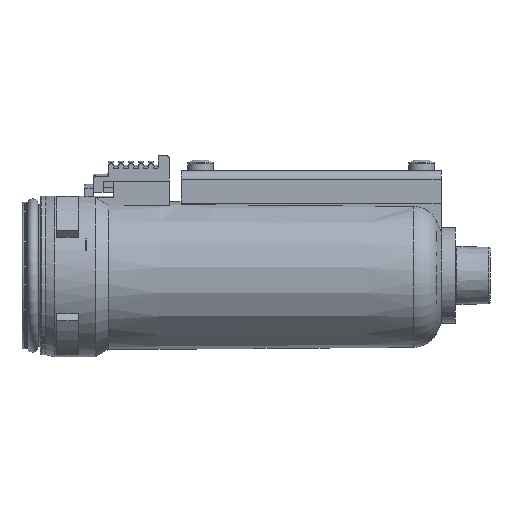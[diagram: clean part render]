
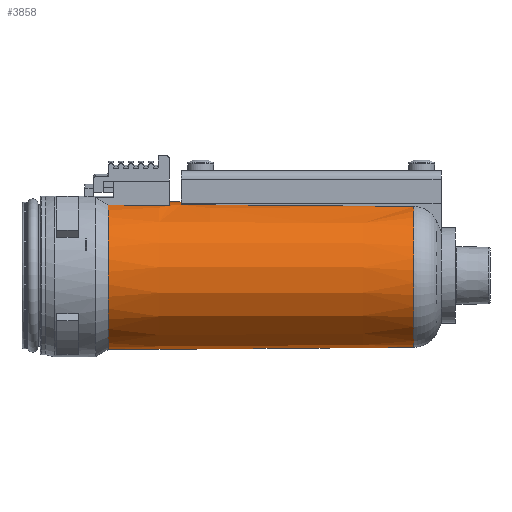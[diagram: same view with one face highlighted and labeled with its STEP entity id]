
A CAD part, left-side view. The second image highlights one B-rep face of the part: STEP entity #3858.
In plain terms, the highlighted conical face has half-angle 0.431 degrees and reference radius 17.15 mm.
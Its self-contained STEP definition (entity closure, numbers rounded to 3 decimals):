
#140=B_SPLINE_CURVE_WITH_KNOTS('',3,(#6386,#6387,#6388,#6389),
 .UNSPECIFIED.,.F.,.F.,(4,4),(0.056,0.11),
 .UNSPECIFIED.);
#141=B_SPLINE_CURVE_WITH_KNOTS('',3,(#6393,#6394,#6395,#6396),
 .UNSPECIFIED.,.F.,.F.,(4,4),(0.056,0.11),
 .UNSPECIFIED.);
#142=B_SPLINE_CURVE_WITH_KNOTS('',3,(#6397,#6398,#6399,#6400),
 .UNSPECIFIED.,.F.,.F.,(4,4),(0.022,0.036),
 .UNSPECIFIED.);
#143=B_SPLINE_CURVE_WITH_KNOTS('',3,(#6405,#6406,#6407,#6408),
 .UNSPECIFIED.,.F.,.F.,(4,4),(0.022,0.036),
 .UNSPECIFIED.);
#199=CIRCLE('',#4758,16.619);
#200=CIRCLE('',#4759,17.023);
#201=CIRCLE('',#4760,17.15);
#202=CIRCLE('',#4761,17.044);
#390=CONICAL_SURFACE('',#4757,17.15,0.008);
#405=ORIENTED_EDGE('',*,*,#1567,.F.);
#406=ORIENTED_EDGE('',*,*,#1568,.F.);
#407=ORIENTED_EDGE('',*,*,#1569,.F.);
#408=ORIENTED_EDGE('',*,*,#1570,.F.);
#409=ORIENTED_EDGE('',*,*,#1571,.F.);
#410=ORIENTED_EDGE('',*,*,#1572,.T.);
#411=ORIENTED_EDGE('',*,*,#1573,.F.);
#412=ORIENTED_EDGE('',*,*,#1574,.F.);
#1567=EDGE_CURVE('',#2148,#2149,#199,.T.);
#1568=EDGE_CURVE('',#2150,#2148,#140,.T.);
#1569=EDGE_CURVE('',#2151,#2150,#200,.T.);
#1570=EDGE_CURVE('',#2149,#2151,#141,.T.);
#1571=EDGE_CURVE('',#2152,#2153,#142,.T.);
#1572=EDGE_CURVE('',#2152,#2154,#201,.T.);
#1573=EDGE_CURVE('',#2155,#2154,#143,.T.);
#1574=EDGE_CURVE('',#2153,#2155,#202,.T.);
#2148=VERTEX_POINT('',#6384);
#2149=VERTEX_POINT('',#6385);
#2150=VERTEX_POINT('',#6390);
#2151=VERTEX_POINT('',#6392);
#2152=VERTEX_POINT('',#6401);
#2153=VERTEX_POINT('',#6402);
#2154=VERTEX_POINT('',#6404);
#2155=VERTEX_POINT('',#6409);
#3195=EDGE_LOOP('',(#405,#406,#407,#408));
#3196=EDGE_LOOP('',(#409,#410,#411,#412));
#3466=FACE_BOUND('',#3195,.T.);
#3467=FACE_BOUND('',#3196,.T.);
#3858=ADVANCED_FACE('',(#3466,#3467),#390,.T.);
#4757=AXIS2_PLACEMENT_3D('',#6382,#5193,#5194);
#4758=AXIS2_PLACEMENT_3D('',#6383,#5195,#5196);
#4759=AXIS2_PLACEMENT_3D('',#6391,#5197,#5198);
#4760=AXIS2_PLACEMENT_3D('',#6403,#5199,#5200);
#4761=AXIS2_PLACEMENT_3D('',#6410,#5201,#5202);
#5193=DIRECTION('',(0.,1.,0.));
#5194=DIRECTION('',(0.,0.,1.));
#5195=DIRECTION('',(0.,-1.,0.));
#5196=DIRECTION('',(0.,0.,-1.));
#5197=DIRECTION('',(0.,-1.,0.));
#5198=DIRECTION('',(0.,0.,-1.));
#5199=DIRECTION('',(0.,-1.,0.));
#5200=DIRECTION('',(0.,0.,-1.));
#5201=DIRECTION('',(0.,1.,0.));
#5202=DIRECTION('',(0.,0.,1.));
#6382=CARTESIAN_POINT('',(0.,88.143,0.));
#6383=CARTESIAN_POINT('',(0.,17.593,0.));
#6384=CARTESIAN_POINT('',(-4.8,17.593,15.911));
#6385=CARTESIAN_POINT('',(4.8,17.593,15.911));
#6386=CARTESIAN_POINT('',(-4.8,71.3,16.332));
#6387=CARTESIAN_POINT('',(-4.8,53.398,16.192));
#6388=CARTESIAN_POINT('',(-4.8,35.496,16.051));
#6389=CARTESIAN_POINT('',(-4.8,17.593,15.911));
#6390=CARTESIAN_POINT('',(-4.8,71.3,16.332));
#6391=CARTESIAN_POINT('',(0.,71.3,0.));
#6392=CARTESIAN_POINT('',(4.8,71.3,16.332));
#6393=CARTESIAN_POINT('',(4.8,17.593,15.911));
#6394=CARTESIAN_POINT('',(4.8,35.496,16.051));
#6395=CARTESIAN_POINT('',(4.8,53.398,16.192));
#6396=CARTESIAN_POINT('',(4.8,71.3,16.332));
#6397=CARTESIAN_POINT('',(-5.5,88.143,16.244));
#6398=CARTESIAN_POINT('',(-5.5,83.429,16.207));
#6399=CARTESIAN_POINT('',(-5.5,78.714,16.169));
#6400=CARTESIAN_POINT('',(-5.5,74.,16.132));
#6401=CARTESIAN_POINT('',(-5.5,88.143,16.244));
#6402=CARTESIAN_POINT('',(-5.5,74.,16.132));
#6403=CARTESIAN_POINT('',(0.,88.143,0.));
#6404=CARTESIAN_POINT('',(5.5,88.143,16.244));
#6405=CARTESIAN_POINT('',(5.5,74.,16.132));
#6406=CARTESIAN_POINT('',(5.5,78.714,16.169));
#6407=CARTESIAN_POINT('',(5.5,83.429,16.207));
#6408=CARTESIAN_POINT('',(5.5,88.143,16.244));
#6409=CARTESIAN_POINT('',(5.5,74.,16.132));
#6410=CARTESIAN_POINT('',(0.,74.,0.));
